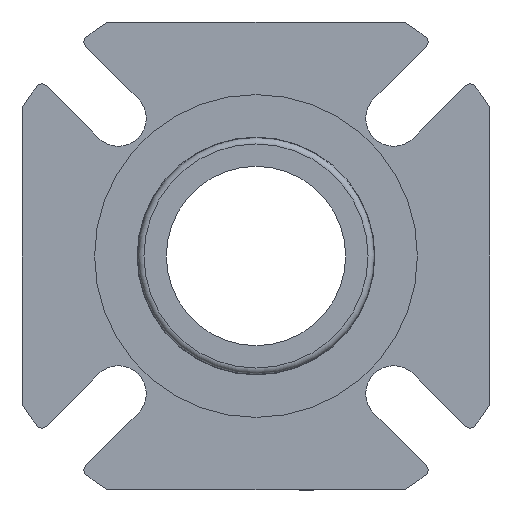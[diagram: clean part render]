
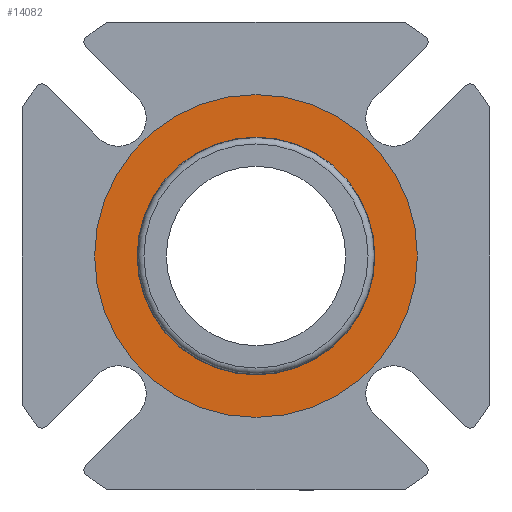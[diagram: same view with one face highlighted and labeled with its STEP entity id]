
A CAD part, left-side view. The second image highlights one B-rep face of the part: STEP entity #14082.
In plain terms, the highlighted planar face has unit normal (-1, 0, 0).
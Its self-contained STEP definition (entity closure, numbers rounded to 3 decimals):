
#3145=PLANE('',#15345);
#7272=ORIENTED_EDGE('',*,*,#9341,.F.);
#7273=ORIENTED_EDGE('',*,*,#9343,.T.);
#9341=EDGE_CURVE('',#10656,#10656,#11176,.F.);
#9343=EDGE_CURVE('',#10658,#10658,#11178,.T.);
#10656=VERTEX_POINT('',#28186);
#10658=VERTEX_POINT('',#28193);
#11176=CIRCLE('',#15339,29.832);
#11178=CIRCLE('',#15344,40.5);
#12084=EDGE_LOOP('',(#7272));
#12085=EDGE_LOOP('',(#7273));
#12995=FACE_BOUND('',#12084,.T.);
#12996=FACE_BOUND('',#12085,.T.);
#14082=ADVANCED_FACE('',(#12995,#12996),#3145,.F.);
#15339=AXIS2_PLACEMENT_3D('',#28185,#18836,#18837);
#15344=AXIS2_PLACEMENT_3D('',#28192,#18846,#18847);
#15345=AXIS2_PLACEMENT_3D('',#28194,#18848,#18849);
#18836=DIRECTION('',(1.,0.,0.));
#18837=DIRECTION('',(0.,0.,-1.));
#18846=DIRECTION('',(-1.,0.,0.));
#18847=DIRECTION('',(0.,0.,1.));
#18848=DIRECTION('',(1.,0.,0.));
#18849=DIRECTION('',(0.,0.,-1.));
#28185=CARTESIAN_POINT('',(-13.97,0.,0.));
#28186=CARTESIAN_POINT('',(-13.97,0.,-29.832));
#28192=CARTESIAN_POINT('',(-13.97,0.,0.));
#28193=CARTESIAN_POINT('',(-13.97,0.,40.5));
#28194=CARTESIAN_POINT('',(-13.97,0.,40.5));
